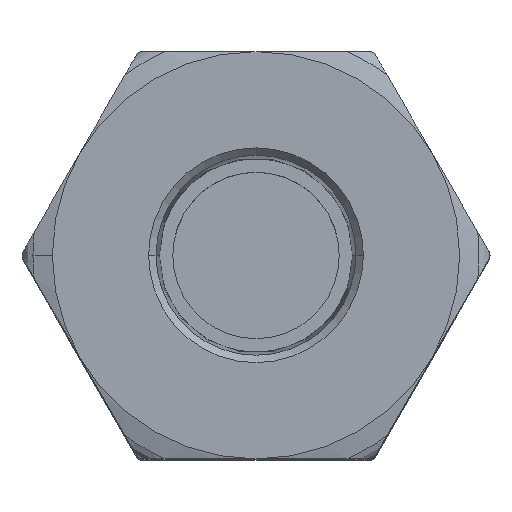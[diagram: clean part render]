
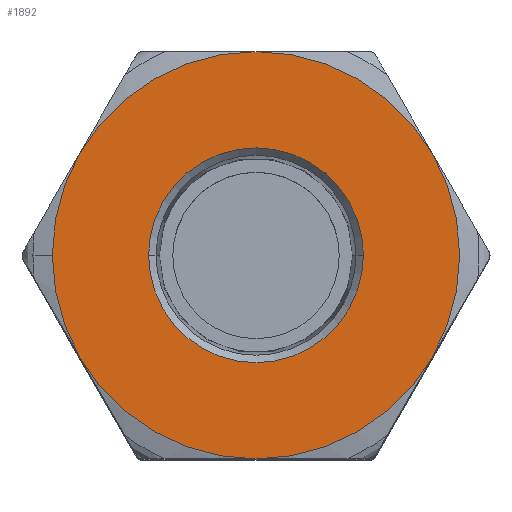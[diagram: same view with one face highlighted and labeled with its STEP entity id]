
A CAD part, top view. The second image highlights one B-rep face of the part: STEP entity #1892.
In plain terms, the highlighted planar face has unit normal (0, 0, 1).
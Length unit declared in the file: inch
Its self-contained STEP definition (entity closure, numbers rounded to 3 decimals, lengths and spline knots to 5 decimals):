
#101 = EDGE_CURVE ( 'NONE', #1279, #810, #2524, .T. ) ;
#168 = ORIENTED_EDGE ( 'NONE', *, *, #4012, .F. ) ;
#205 = CARTESIAN_POINT ( 'NONE',  ( 0., 0., 3.61462 ) ) ;
#250 = CIRCLE ( 'NONE', #725, 0.6875 ) ;
#587 = EDGE_CURVE ( 'NONE', #1908, #3015, #1775, .T. ) ;
#589 = AXIS2_PLACEMENT_3D ( 'NONE', #205, #2163, #3114 ) ;
#641 = DIRECTION ( 'NONE',  ( 0., 0., -1. ) ) ;
#690 = EDGE_CURVE ( 'NONE', #2840, #2994, #2724, .T. ) ;
#704 = AXIS2_PLACEMENT_3D ( 'NONE', #2173, #3774, #1564 ) ;
#725 = AXIS2_PLACEMENT_3D ( 'NONE', #3599, #1984, #1670 ) ;
#810 = VERTEX_POINT ( 'NONE', #3891 ) ;
#812 = DIRECTION ( 'NONE',  ( -1., 0., 0. ) ) ;
#816 = CARTESIAN_POINT ( 'NONE',  ( 0., 0., 3.61462 ) ) ;
#874 = ORIENTED_EDGE ( 'NONE', *, *, #2255, .F. ) ;
#911 = DIRECTION ( 'NONE',  ( 0., 0., -1. ) ) ;
#1084 = ORIENTED_EDGE ( 'NONE', *, *, #587, .F. ) ;
#1132 = DIRECTION ( 'NONE',  ( -1., 0., 0. ) ) ;
#1164 = EDGE_CURVE ( 'NONE', #2994, #2501, #1981, .T. ) ;
#1261 = AXIS2_PLACEMENT_3D ( 'NONE', #3802, #911, #3224 ) ;
#1279 = VERTEX_POINT ( 'NONE', #2313 ) ;
#1351 = DIRECTION ( 'NONE',  ( -1., 0., 0. ) ) ;
#1407 = CARTESIAN_POINT ( 'NONE',  ( -0.59539, -0.34375, 3.61462 ) ) ;
#1438 = FACE_BOUND ( 'NONE', #4162, .T. ) ;
#1485 = FACE_OUTER_BOUND ( 'NONE', #1674, .T. ) ;
#1528 = VERTEX_POINT ( 'NONE', #1407 ) ;
#1531 = CIRCLE ( 'NONE', #1597, 0.6875 ) ;
#1564 = DIRECTION ( 'NONE',  ( -1., 0., 0. ) ) ;
#1594 = AXIS2_PLACEMENT_3D ( 'NONE', #3550, #2629, #1351 ) ;
#1597 = AXIS2_PLACEMENT_3D ( 'NONE', #3309, #2682, #3975 ) ;
#1670 = DIRECTION ( 'NONE',  ( -1., 0., 0. ) ) ;
#1674 = EDGE_LOOP ( 'NONE', ( #3310, #3043, #874, #3751, #1084, #168, #2288 ) ) ;
#1686 = CARTESIAN_POINT ( 'NONE',  ( 0., 0., 3.61462 ) ) ;
#1718 = CIRCLE ( 'NONE', #1594, 0.6875 ) ;
#1775 = CIRCLE ( 'NONE', #3944, 0.6875 ) ;
#1892 = ADVANCED_FACE ( 'NONE', ( #1438, #1485 ), #4022, .F. ) ;
#1908 = VERTEX_POINT ( 'NONE', #4044 ) ;
#1981 = CIRCLE ( 'NONE', #1261, 0.6875 ) ;
#1984 = DIRECTION ( 'NONE',  ( 0., 0., -1. ) ) ;
#2142 = AXIS2_PLACEMENT_3D ( 'NONE', #3592, #641, #2930 ) ;
#2163 = DIRECTION ( 'NONE',  ( 0., 0., 1. ) ) ;
#2173 = CARTESIAN_POINT ( 'NONE',  ( 0., 0., 3.61462 ) ) ;
#2255 = EDGE_CURVE ( 'NONE', #4015, #2840, #1718, .T. ) ;
#2288 = ORIENTED_EDGE ( 'NONE', *, *, #3352, .F. ) ;
#2313 = CARTESIAN_POINT ( 'NONE',  ( 0.3626, 0., 3.61462 ) ) ;
#2332 = CIRCLE ( 'NONE', #589, 0.3626 ) ;
#2416 = DIRECTION ( 'NONE',  ( 0., 0., 1. ) ) ;
#2501 = VERTEX_POINT ( 'NONE', #3069 ) ;
#2511 = EDGE_CURVE ( 'NONE', #810, #1279, #2332, .T. ) ;
#2524 = CIRCLE ( 'NONE', #2791, 0.3626 ) ;
#2600 = ORIENTED_EDGE ( 'NONE', *, *, #2511, .F. ) ;
#2629 = DIRECTION ( 'NONE',  ( 0., 0., -1. ) ) ;
#2682 = DIRECTION ( 'NONE',  ( 0., 0., -1. ) ) ;
#2724 = CIRCLE ( 'NONE', #704, 0.6875 ) ;
#2791 = AXIS2_PLACEMENT_3D ( 'NONE', #816, #2416, #4026 ) ;
#2840 = VERTEX_POINT ( 'NONE', #3872 ) ;
#2926 = EDGE_CURVE ( 'NONE', #3015, #4015, #1531, .T. ) ;
#2930 = DIRECTION ( 'NONE',  ( -1., 0., 0. ) ) ;
#2978 = DIRECTION ( 'NONE',  ( 0., 0., -1. ) ) ;
#2994 = VERTEX_POINT ( 'NONE', #3444 ) ;
#3015 = VERTEX_POINT ( 'NONE', #3788 ) ;
#3038 = CARTESIAN_POINT ( 'NONE',  ( 0., 0., 3.61462 ) ) ;
#3043 = ORIENTED_EDGE ( 'NONE', *, *, #690, .F. ) ;
#3069 = CARTESIAN_POINT ( 'NONE',  ( 0., -0.6875, 3.61462 ) ) ;
#3114 = DIRECTION ( 'NONE',  ( 1., 0., 0. ) ) ;
#3159 = ORIENTED_EDGE ( 'NONE', *, *, #101, .F. ) ;
#3206 = AXIS2_PLACEMENT_3D ( 'NONE', #3038, #3919, #1132 ) ;
#3209 = CARTESIAN_POINT ( 'NONE',  ( 0., 0.6875, 3.61462 ) ) ;
#3224 = DIRECTION ( 'NONE',  ( -1., 0., 0. ) ) ;
#3309 = CARTESIAN_POINT ( 'NONE',  ( 0., 0., 3.61462 ) ) ;
#3310 = ORIENTED_EDGE ( 'NONE', *, *, #1164, .F. ) ;
#3352 = EDGE_CURVE ( 'NONE', #2501, #1528, #250, .T. ) ;
#3444 = CARTESIAN_POINT ( 'NONE',  ( 0.59539, -0.34375, 3.61462 ) ) ;
#3550 = CARTESIAN_POINT ( 'NONE',  ( 0., 0., 3.61462 ) ) ;
#3592 = CARTESIAN_POINT ( 'NONE',  ( 0., 0., 3.61462 ) ) ;
#3599 = CARTESIAN_POINT ( 'NONE',  ( 0., 0., 3.61462 ) ) ;
#3751 = ORIENTED_EDGE ( 'NONE', *, *, #2926, .F. ) ;
#3774 = DIRECTION ( 'NONE',  ( 0., 0., -1. ) ) ;
#3788 = CARTESIAN_POINT ( 'NONE',  ( -0.59539, 0.34375, 3.61462 ) ) ;
#3802 = CARTESIAN_POINT ( 'NONE',  ( 0., 0., 3.61462 ) ) ;
#3872 = CARTESIAN_POINT ( 'NONE',  ( 0.59539, 0.34375, 3.61462 ) ) ;
#3891 = CARTESIAN_POINT ( 'NONE',  ( -0.3626, 0., 3.61462 ) ) ;
#3919 = DIRECTION ( 'NONE',  ( 0., 0., -1. ) ) ;
#3944 = AXIS2_PLACEMENT_3D ( 'NONE', #1686, #2978, #812 ) ;
#3975 = DIRECTION ( 'NONE',  ( -1., 0., 0. ) ) ;
#4012 = EDGE_CURVE ( 'NONE', #1528, #1908, #4174, .T. ) ;
#4015 = VERTEX_POINT ( 'NONE', #3209 ) ;
#4022 = PLANE ( 'NONE',  #3206 ) ;
#4026 = DIRECTION ( 'NONE',  ( 1., 0., 0. ) ) ;
#4044 = CARTESIAN_POINT ( 'NONE',  ( -0.6875, 0., 3.61462 ) ) ;
#4162 = EDGE_LOOP ( 'NONE', ( #3159, #2600 ) ) ;
#4174 = CIRCLE ( 'NONE', #2142, 0.6875 ) ;
